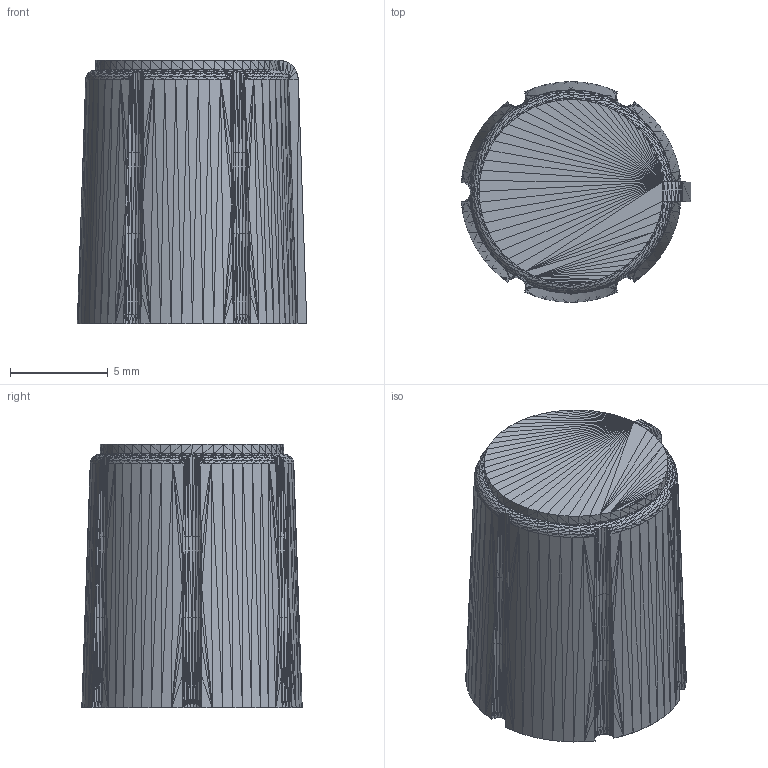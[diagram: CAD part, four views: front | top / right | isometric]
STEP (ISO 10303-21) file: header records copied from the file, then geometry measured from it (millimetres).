
FILE_DESCRIPTION(('FreeCAD Model'),'2;1');
FILE_NAME('Fusion.step','2020-03-23T13:27:11',( 'kicad StepUp'),('ksu MCAD'),'Open CASCADE STEP processor 7.3', 'FreeCAD','Unknown');
FILE_SCHEMA(('CONFIG_CONTROL_DESIGN','SHAPE_APPEARANCE_LAYER_MIM'));
Length unit declared in the file: millimetre
Products named in the file (1): Fusion
Bounding box: 11.76 x 11.29 x 13.5 mm (x, y, z)
Surface area: 865.1 mm2 (no closed solid volume)
Topology: 0 solids, 2 shells, 3305 faces, 6064 edges, 2759 vertices
Faces by surface type: plane 3305
Entity records: 74482 total; most frequent: DIRECTION 12676, CARTESIAN_POINT 12129, ORIENTED_EDGE 12128, EDGE_CURVE 6064, LINE 6064, VECTOR 6064, AXIS2_PLACEMENT_3D 3306, ADVANCED_FACE 3305
